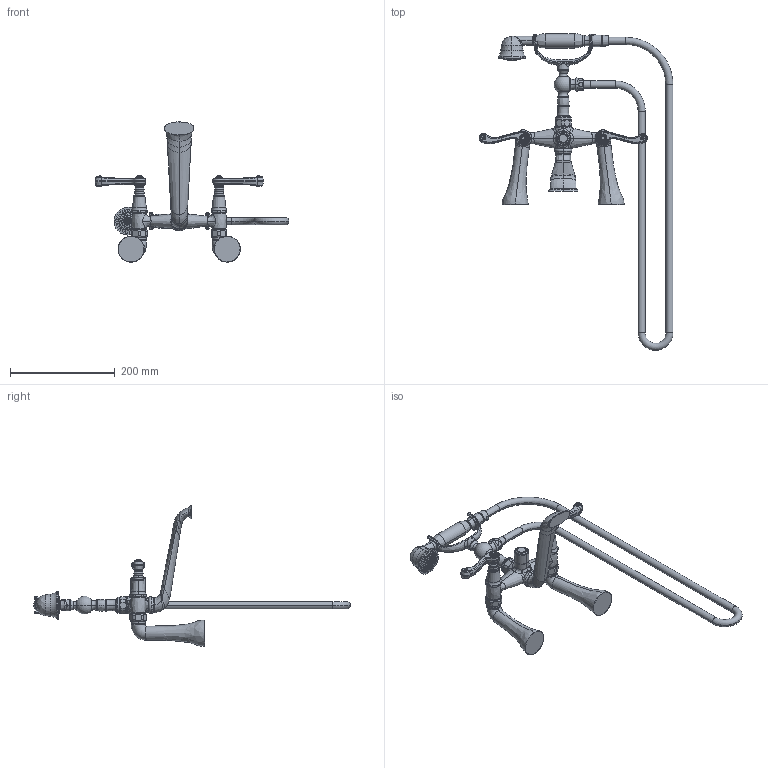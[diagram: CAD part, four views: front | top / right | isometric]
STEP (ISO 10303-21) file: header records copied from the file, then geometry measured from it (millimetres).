
FILE_DESCRIPTION((''),'2;1');
FILE_NAME('1020-4273','2021-01-14T15:32:05',('jinson.thomas'),(''),'CREO PARAMETRIC BY PTC INC, 2018400','CREO PARAMETRIC BY PTC INC, 2018400','');
FILE_SCHEMA(('CONFIG_CONTROL_DESIGN'));
Length unit declared in the file: inch
Products named in the file (1): 1020-4273
Bounding box: 371.29 x 606.04 x 268.56 mm (x, y, z)
Volume: 1011255.7 mm3; surface area: 194260.5 mm2
Topology: 1 solids, 1 shells, 1138 faces, 2728 edges, 1686 vertices
Faces by surface type: bspline 292, cylinder 253, plane 162, sphere 153, torus 150, cone 106, extrusion 22
Entity records: 70170 total; most frequent: CARTESIAN_POINT 46757, ORIENTED_EDGE 5432, DIRECTION 3998, EDGE_CURVE 2716, AXIS2_PLACEMENT_3D 1767, VERTEX_POINT 1686, B_SPLINE_CURVE_WITH_KNOTS 1353, EDGE_LOOP 1248
